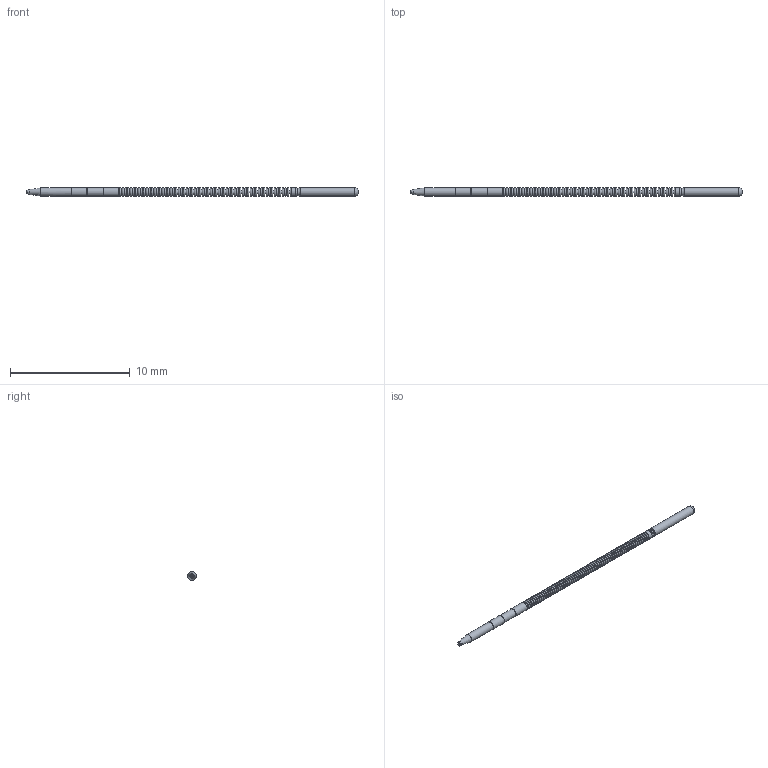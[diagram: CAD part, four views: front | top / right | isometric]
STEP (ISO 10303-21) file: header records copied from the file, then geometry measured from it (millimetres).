
FILE_DESCRIPTION (( 'STEP AP214' ), '1' );
FILE_NAME ('050-1654.STEP', '2023-12-18T19:46:35', ( '' ), ( '' ), 'SwSTEP 2.0', 'SolidWorks 2023', '' );
FILE_SCHEMA (( 'AUTOMOTIVE_DESIGN' ));
Length unit declared in the file: inch
Products named in the file (1): 050-1654
Bounding box: 27.69 x 0.73 x 0.73 mm (x, y, z)
Volume: 7.8 mm3; surface area: 91.9 mm2
Topology: 66 solids, 66 shells, 101 faces, 208 edges, 111 vertices
Faces by surface type: torus 69, cone 13, cylinder 12, plane 7
Full cylindrical faces by diameter (mm): 0.234 x1, 0.376 x1, 0.699 x2, 0.711 x2, 0.734 x2
Entity records: 2288 total; most frequent: CARTESIAN_POINT 295, DIRECTION 266, AXIS2_PLACEMENT_3D 133, ORIENTED_EDGE 118, ADVANCED_FACE 101, TOROIDAL_SURFACE 69, UNCERTAINTY_MEASURE_WITH_UNIT 67, DIMENSIONAL_EXPONENTS 67
